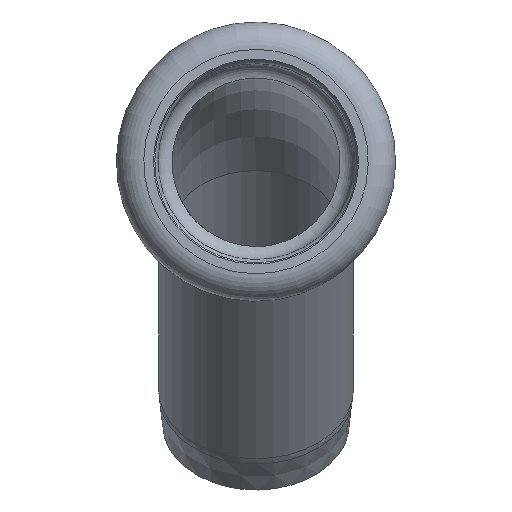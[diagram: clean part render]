
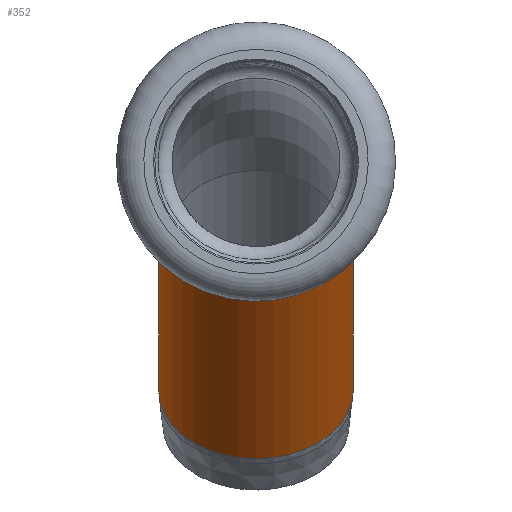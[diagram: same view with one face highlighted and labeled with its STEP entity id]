
A CAD part, left-side view. The second image highlights one B-rep face of the part: STEP entity #352.
In plain terms, the highlighted cylindrical face has radius 11 mm (diameter 22 mm), a full revolution.
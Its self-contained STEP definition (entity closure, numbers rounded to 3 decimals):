
#20=CYLINDRICAL_SURFACE('',#409,11.);
#43=FACE_OUTER_BOUND('',#64,.T.);
#64=EDGE_LOOP('',(#250,#251,#252,#253,#254,#255,#256));
#86=LINE('',#675,#96);
#96=VECTOR('',#489,11.);
#108=CIRCLE('',#397,11.);
#109=CIRCLE('',#398,11.);
#114=CIRCLE('',#406,11.);
#115=CIRCLE('',#407,11.);
#116=CIRCLE('',#408,11.);
#143=VERTEX_POINT('',#608);
#144=VERTEX_POINT('',#609);
#149=VERTEX_POINT('',#638);
#150=VERTEX_POINT('',#640);
#151=VERTEX_POINT('',#642);
#176=EDGE_CURVE('',#143,#144,#108,.T.);
#177=EDGE_CURVE('',#144,#143,#109,.T.);
#185=EDGE_CURVE('',#150,#149,#114,.T.);
#186=EDGE_CURVE('',#151,#150,#115,.T.);
#187=EDGE_CURVE('',#149,#151,#116,.T.);
#189=EDGE_CURVE('',#144,#151,#86,.T.);
#250=ORIENTED_EDGE('',*,*,#176,.T.);
#251=ORIENTED_EDGE('',*,*,#189,.T.);
#252=ORIENTED_EDGE('',*,*,#186,.T.);
#253=ORIENTED_EDGE('',*,*,#185,.T.);
#254=ORIENTED_EDGE('',*,*,#187,.T.);
#255=ORIENTED_EDGE('',*,*,#189,.F.);
#256=ORIENTED_EDGE('',*,*,#177,.T.);
#352=ADVANCED_FACE('',(#43),#20,.T.);
#397=AXIS2_PLACEMENT_3D('',#610,#461,#462);
#398=AXIS2_PLACEMENT_3D('',#611,#463,#464);
#406=AXIS2_PLACEMENT_3D('',#641,#481,#482);
#407=AXIS2_PLACEMENT_3D('',#643,#483,#484);
#408=AXIS2_PLACEMENT_3D('',#644,#485,#486);
#409=AXIS2_PLACEMENT_3D('',#674,#487,#488);
#461=DIRECTION('center_axis',(-0.707,0.,0.707));
#462=DIRECTION('ref_axis',(0.,1.,0.));
#463=DIRECTION('center_axis',(-0.707,0.,0.707));
#464=DIRECTION('ref_axis',(0.,1.,0.));
#481=DIRECTION('center_axis',(0.707,0.,-0.707));
#482=DIRECTION('ref_axis',(0.707,0.,0.707));
#483=DIRECTION('center_axis',(0.707,0.,-0.707));
#484=DIRECTION('ref_axis',(0.707,0.,0.707));
#485=DIRECTION('center_axis',(0.707,0.,-0.707));
#486=DIRECTION('ref_axis',(0.707,0.,0.707));
#487=DIRECTION('center_axis',(0.707,0.,-0.707));
#488=DIRECTION('ref_axis',(0.,-1.,0.));
#489=DIRECTION('',(-0.707,0.,0.707));
#608=CARTESIAN_POINT('',(25.854,-11.,-25.854));
#609=CARTESIAN_POINT('',(25.854,11.,-25.854));
#610=CARTESIAN_POINT('Origin',(25.854,0.,-25.854));
#611=CARTESIAN_POINT('Origin',(25.854,0.,-25.854));
#638=CARTESIAN_POINT('',(-0.046,0.,-15.511));
#640=CARTESIAN_POINT('',(7.732,-11.,-7.732));
#641=CARTESIAN_POINT('Origin',(7.732,0.,-7.732));
#642=CARTESIAN_POINT('',(7.732,11.,-7.732));
#643=CARTESIAN_POINT('Origin',(7.732,0.,-7.732));
#644=CARTESIAN_POINT('Origin',(7.732,0.,-7.732));
#674=CARTESIAN_POINT('Origin',(18.715,0.,-18.715));
#675=CARTESIAN_POINT('',(18.715,11.,-18.715));
